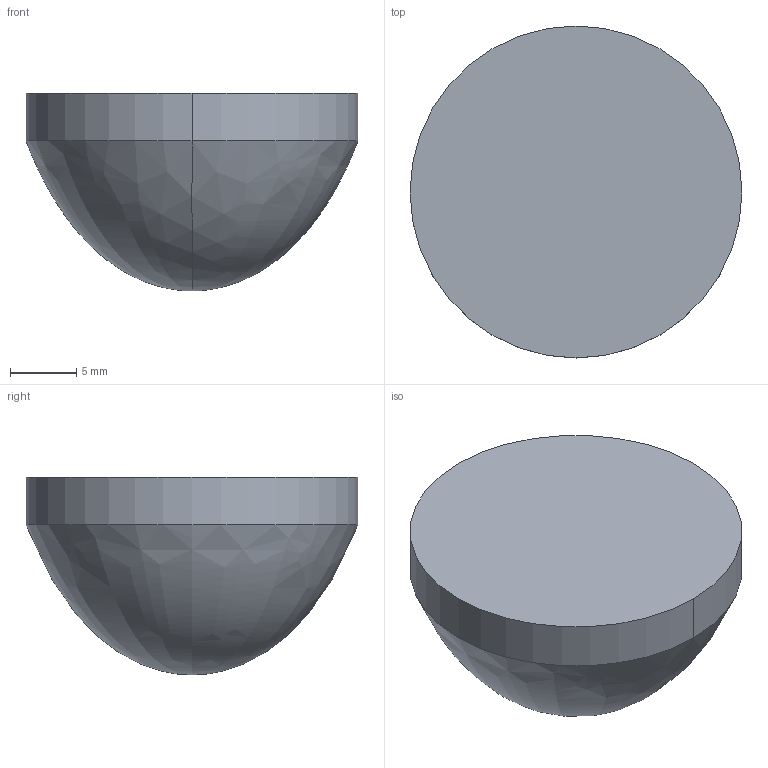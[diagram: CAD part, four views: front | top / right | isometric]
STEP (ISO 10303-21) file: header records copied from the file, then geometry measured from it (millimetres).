
FILE_DESCRIPTION (( 'STEP AP203' ), '1' );
FILE_NAME ('GASP21-025-020.STEP', '2023-11-22T04:39:04', ( '' ), ( '' ), 'SwSTEP 2.0', 'SolidWorks 2023', '' );
FILE_SCHEMA (( 'CONFIG_CONTROL_DESIGN' ));
Length unit declared in the file: millimetre
Products named in the file (3): GASP21-025-020; surfaces 1,2.stp; GASP21-025-020.stp
Assembly tree (2 placements, depth 3):
  GASP21-025-020
    GASP21-025-020.stp
      surfaces 1,2.stp
Bounding box: 25 x 25 x 14.9 mm (x, y, z)
Volume: 4853.7 mm3; surface area: 1599.5 mm2
Topology: 1 solids, 1 shells, 5 faces, 10 edges, 5 vertices
Faces by surface type: bspline 2, cylinder 2, plane 1
Entity records: 1071 total; most frequent: CARTESIAN_POINT 680, DIRECTION 28, PERSON_AND_ORGANIZATION 26, CALENDAR_DATE 19, DATE_AND_TIME 19, LOCAL_TIME 19, COORDINATED_UNIVERSAL_TIME_OFFSET 19, PERSON_AND_ORGANIZATION_ROLE 17
